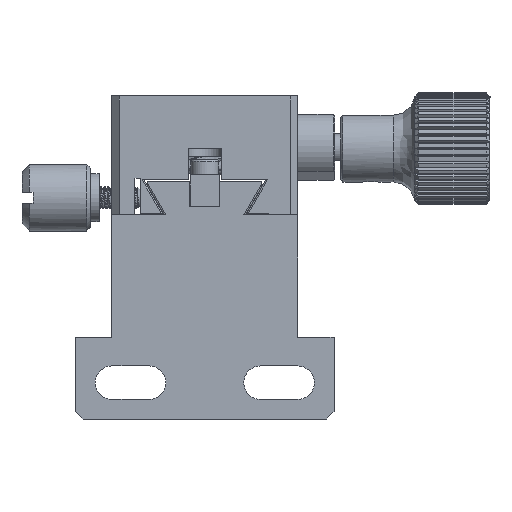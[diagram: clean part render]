
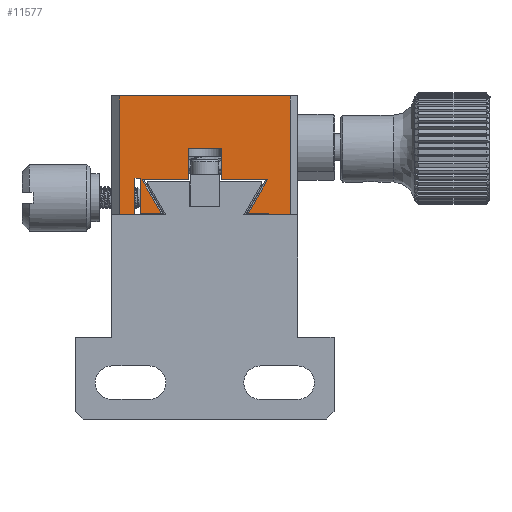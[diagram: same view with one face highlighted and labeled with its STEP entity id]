
A CAD part, front view. The second image highlights one B-rep face of the part: STEP entity #11577.
In plain terms, the highlighted planar face has unit normal (0, -1, 0).
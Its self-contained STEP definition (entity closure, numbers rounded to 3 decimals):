
#965 = LINE ( 'NONE', #108503, #72152 ) ;
#1516 = EDGE_LOOP ( 'NONE', ( #34618, #113384, #66858, #104541, #20085, #69706, #96372, #25344, #45388, #43411, #51827, #75636, #21999, #110946, #51931, #88339, #17986, #8372 ) ) ;
#1590 = DIRECTION ( 'NONE',  ( 0., 1., 0. ) ) ;
#1749 = EDGE_CURVE ( 'NONE', #51941, #71578, #965, .T. ) ;
#2774 = CARTESIAN_POINT ( 'NONE',  ( 52.211, 55.782, 89.457 ) ) ;
#4113 = VECTOR ( 'NONE', #25566, 1000. ) ;
#5127 = LINE ( 'NONE', #60648, #91084 ) ;
#7273 = DIRECTION ( 'NONE',  ( 0., 0., -1. ) ) ;
#7308 = VERTEX_POINT ( 'NONE', #58862 ) ;
#7718 = CARTESIAN_POINT ( 'NONE',  ( 65.961, 55.782, 82.357 ) ) ;
#8372 = ORIENTED_EDGE ( 'NONE', *, *, #69662, .F. ) ;
#8732 = VERTEX_POINT ( 'NONE', #50880 ) ;
#10392 = DIRECTION ( 'NONE',  ( 0., 0., -1. ) ) ;
#10834 = DIRECTION ( 'NONE',  ( 1., 0., 0. ) ) ;
#11577 = ADVANCED_FACE ( 'NONE', ( #109130 ), #38809, .F. ) ;
#12016 = LINE ( 'NONE', #90639, #99523 ) ;
#13732 = VERTEX_POINT ( 'NONE', #99331 ) ;
#13996 = CARTESIAN_POINT ( 'NONE',  ( 63.711, 55.782, 78.157 ) ) ;
#14659 = EDGE_CURVE ( 'NONE', #103344, #13732, #105365, .T. ) ;
#15520 = VERTEX_POINT ( 'NONE', #89396 ) ;
#17188 = CARTESIAN_POINT ( 'NONE',  ( 63.711, 55.782, 78.157 ) ) ;
#17831 = DIRECTION ( 'NONE',  ( 0.5, 0., 0.866 ) ) ;
#17986 = ORIENTED_EDGE ( 'NONE', *, *, #41997, .T. ) ;
#19736 = DIRECTION ( 'NONE',  ( -1., 0., 0. ) ) ;
#20085 = ORIENTED_EDGE ( 'NONE', *, *, #60859, .F. ) ;
#21364 = LINE ( 'NONE', #23679, #94038 ) ;
#21999 = ORIENTED_EDGE ( 'NONE', *, *, #88297, .T. ) ;
#22390 = VECTOR ( 'NONE', #19736, 1000. ) ;
#23679 = CARTESIAN_POINT ( 'NONE',  ( 55.267, 55.782, 78.157 ) ) ;
#25344 = ORIENTED_EDGE ( 'NONE', *, *, #48512, .F. ) ;
#25566 = DIRECTION ( 'NONE',  ( 0., 0., 1. ) ) ;
#25788 = CARTESIAN_POINT ( 'NONE',  ( 55.098, 55.782, 78.357 ) ) ;
#25789 = EDGE_CURVE ( 'NONE', #87695, #41670, #50411, .T. ) ;
#25884 = CARTESIAN_POINT ( 'NONE',  ( 61.461, 55.782, 82.357 ) ) ;
#26050 = DIRECTION ( 'NONE',  ( -1., 0., 0. ) ) ;
#28039 = EDGE_CURVE ( 'NONE', #7308, #51941, #115599, .T. ) ;
#28607 = CARTESIAN_POINT ( 'NONE',  ( 76.211, 55.782, 89.457 ) ) ;
#28800 = DIRECTION ( 'NONE',  ( 0., 0., -1. ) ) ;
#29366 = VECTOR ( 'NONE', #68939, 1000. ) ;
#29476 = VERTEX_POINT ( 'NONE', #35367 ) ;
#30165 = VERTEX_POINT ( 'NONE', #55004 ) ;
#30358 = DIRECTION ( 'NONE',  ( -1., 0., 0. ) ) ;
#34435 = LINE ( 'NONE', #81662, #68290 ) ;
#34618 = ORIENTED_EDGE ( 'NONE', *, *, #25789, .F. ) ;
#35367 = CARTESIAN_POINT ( 'NONE',  ( 61.461, 55.782, 78.157 ) ) ;
#36969 = CARTESIAN_POINT ( 'NONE',  ( 69.558, 55.782, 73.657 ) ) ;
#38809 = PLANE ( 'NONE',  #74852 ) ;
#39805 = CARTESIAN_POINT ( 'NONE',  ( 63.711, 55.782, 73.657 ) ) ;
#40947 = VECTOR ( 'NONE', #70507, 1000. ) ;
#41670 = VERTEX_POINT ( 'NONE', #103714 ) ;
#41997 = EDGE_CURVE ( 'NONE', #89615, #106112, #12016, .T. ) ;
#43411 = ORIENTED_EDGE ( 'NONE', *, *, #69684, .T. ) ;
#43493 = DIRECTION ( 'NONE',  ( -1., 0., 0. ) ) ;
#43518 = VECTOR ( 'NONE', #17831, 1000. ) ;
#45388 = ORIENTED_EDGE ( 'NONE', *, *, #73081, .F. ) ;
#45743 = LINE ( 'NONE', #28607, #22390 ) ;
#47017 = LINE ( 'NONE', #72478, #93908 ) ;
#47666 = DIRECTION ( 'NONE',  ( 0., 0., 1. ) ) ;
#48512 = EDGE_CURVE ( 'NONE', #65660, #7308, #91066, .T. ) ;
#49950 = EDGE_CURVE ( 'NONE', #13732, #93810, #92332, .T. ) ;
#50411 = LINE ( 'NONE', #39805, #78328 ) ;
#50880 = CARTESIAN_POINT ( 'NONE',  ( 55.267, 55.782, 78.157 ) ) ;
#51253 = VERTEX_POINT ( 'NONE', #53827 ) ;
#51725 = CARTESIAN_POINT ( 'NONE',  ( 54.298, 55.782, 78.357 ) ) ;
#51827 = ORIENTED_EDGE ( 'NONE', *, *, #53414, .F. ) ;
#51931 = ORIENTED_EDGE ( 'NONE', *, *, #14659, .F. ) ;
#51941 = VERTEX_POINT ( 'NONE', #68369 ) ;
#53414 = EDGE_CURVE ( 'NONE', #57516, #51253, #88538, .T. ) ;
#53682 = CARTESIAN_POINT ( 'NONE',  ( 75.211, 55.782, 73.457 ) ) ;
#53827 = CARTESIAN_POINT ( 'NONE',  ( 72.325, 55.782, 73.457 ) ) ;
#54777 = CARTESIAN_POINT ( 'NONE',  ( 63.711, 55.782, 73.657 ) ) ;
#55004 = CARTESIAN_POINT ( 'NONE',  ( 75.211, 55.782, 89.457 ) ) ;
#56189 = CARTESIAN_POINT ( 'NONE',  ( 69.558, 55.782, 73.657 ) ) ;
#56841 = VECTOR ( 'NONE', #115704, 1000. ) ;
#57516 = VERTEX_POINT ( 'NONE', #53682 ) ;
#58862 = CARTESIAN_POINT ( 'NONE',  ( 72.156, 55.782, 78.157 ) ) ;
#59034 = VECTOR ( 'NONE', #28800, 1000. ) ;
#60648 = CARTESIAN_POINT ( 'NONE',  ( 63.711, 55.782, 82.357 ) ) ;
#60859 = EDGE_CURVE ( 'NONE', #71578, #93096, #5127, .T. ) ;
#61532 = CARTESIAN_POINT ( 'NONE',  ( 54.298, 55.782, 73.457 ) ) ;
#61929 = CARTESIAN_POINT ( 'NONE',  ( 76.211, 55.782, 73.457 ) ) ;
#61959 = DIRECTION ( 'NONE',  ( 0., 0., -1. ) ) ;
#62182 = EDGE_CURVE ( 'NONE', #30165, #57516, #89140, .T. ) ;
#65660 = VERTEX_POINT ( 'NONE', #36969 ) ;
#66858 = ORIENTED_EDGE ( 'NONE', *, *, #100060, .F. ) ;
#68290 = VECTOR ( 'NONE', #7273, 1000. ) ;
#68369 = CARTESIAN_POINT ( 'NONE',  ( 65.961, 55.782, 78.157 ) ) ;
#68939 = DIRECTION ( 'NONE',  ( -1., 0., 0. ) ) ;
#69662 = EDGE_CURVE ( 'NONE', #41670, #106112, #106509, .T. ) ;
#69684 = EDGE_CURVE ( 'NONE', #15520, #51253, #34435, .T. ) ;
#69706 = ORIENTED_EDGE ( 'NONE', *, *, #1749, .F. ) ;
#70507 = DIRECTION ( 'NONE',  ( -1., 0., 0. ) ) ;
#71578 = VERTEX_POINT ( 'NONE', #7718 ) ;
#71794 = CARTESIAN_POINT ( 'NONE',  ( 57.865, 55.782, 73.657 ) ) ;
#72152 = VECTOR ( 'NONE', #99652, 1000. ) ;
#72478 = CARTESIAN_POINT ( 'NONE',  ( 61.461, 55.782, 89.457 ) ) ;
#72564 = CARTESIAN_POINT ( 'NONE',  ( 75.211, 55.782, 89.457 ) ) ;
#73081 = EDGE_CURVE ( 'NONE', #15520, #65660, #100259, .T. ) ;
#74613 = DIRECTION ( 'NONE',  ( 0., 0., 1. ) ) ;
#74852 = AXIS2_PLACEMENT_3D ( 'NONE', #82539, #1590, #47666 ) ;
#75636 = ORIENTED_EDGE ( 'NONE', *, *, #62182, .F. ) ;
#78328 = VECTOR ( 'NONE', #30358, 1000. ) ;
#79047 = VECTOR ( 'NONE', #61959, 1000. ) ;
#81662 = CARTESIAN_POINT ( 'NONE',  ( 72.325, 55.782, 73.457 ) ) ;
#82539 = CARTESIAN_POINT ( 'NONE',  ( 63.711, 55.782, 89.457 ) ) ;
#83387 = EDGE_CURVE ( 'NONE', #93096, #29476, #47017, .T. ) ;
#87695 = VERTEX_POINT ( 'NONE', #71794 ) ;
#88297 = EDGE_CURVE ( 'NONE', #30165, #93810, #45743, .T. ) ;
#88339 = ORIENTED_EDGE ( 'NONE', *, *, #101287, .F. ) ;
#88538 = LINE ( 'NONE', #61929, #56841 ) ;
#89140 = LINE ( 'NONE', #72564, #59034 ) ;
#89143 = CARTESIAN_POINT ( 'NONE',  ( 54.298, 55.782, 89.457 ) ) ;
#89396 = CARTESIAN_POINT ( 'NONE',  ( 72.325, 55.782, 73.657 ) ) ;
#89615 = VERTEX_POINT ( 'NONE', #51725 ) ;
#90233 = VECTOR ( 'NONE', #26050, 1000. ) ;
#90639 = CARTESIAN_POINT ( 'NONE',  ( 54.298, 55.782, 78.357 ) ) ;
#91066 = LINE ( 'NONE', #56189, #43518 ) ;
#91084 = VECTOR ( 'NONE', #43493, 1000. ) ;
#92332 = LINE ( 'NONE', #110639, #96340 ) ;
#92919 = VECTOR ( 'NONE', #99683, 1000. ) ;
#93096 = VERTEX_POINT ( 'NONE', #25884 ) ;
#93810 = VERTEX_POINT ( 'NONE', #2774 ) ;
#93908 = VECTOR ( 'NONE', #10392, 1000. ) ;
#94038 = VECTOR ( 'NONE', #112323, 1000. ) ;
#96340 = VECTOR ( 'NONE', #74613, 1000. ) ;
#96372 = ORIENTED_EDGE ( 'NONE', *, *, #28039, .F. ) ;
#97414 = LINE ( 'NONE', #89143, #79047 ) ;
#99331 = CARTESIAN_POINT ( 'NONE',  ( 52.211, 55.782, 73.457 ) ) ;
#99523 = VECTOR ( 'NONE', #10834, 1000. ) ;
#99652 = DIRECTION ( 'NONE',  ( 0., 0., 1. ) ) ;
#99683 = DIRECTION ( 'NONE',  ( -1., 0., 0. ) ) ;
#100060 = EDGE_CURVE ( 'NONE', #29476, #8732, #106990, .T. ) ;
#100259 = LINE ( 'NONE', #54777, #92919 ) ;
#101287 = EDGE_CURVE ( 'NONE', #89615, #103344, #97414, .T. ) ;
#103344 = VERTEX_POINT ( 'NONE', #61532 ) ;
#103714 = CARTESIAN_POINT ( 'NONE',  ( 55.098, 55.782, 73.657 ) ) ;
#104541 = ORIENTED_EDGE ( 'NONE', *, *, #83387, .F. ) ;
#105365 = LINE ( 'NONE', #114233, #40947 ) ;
#106112 = VERTEX_POINT ( 'NONE', #25788 ) ;
#106509 = LINE ( 'NONE', #107675, #4113 ) ;
#106990 = LINE ( 'NONE', #17188, #90233 ) ;
#107675 = CARTESIAN_POINT ( 'NONE',  ( 55.098, 55.782, 89.457 ) ) ;
#108049 = EDGE_CURVE ( 'NONE', #8732, #87695, #21364, .T. ) ;
#108503 = CARTESIAN_POINT ( 'NONE',  ( 65.961, 55.782, 89.457 ) ) ;
#109130 = FACE_OUTER_BOUND ( 'NONE', #1516, .T. ) ;
#110639 = CARTESIAN_POINT ( 'NONE',  ( 52.211, 55.782, 89.457 ) ) ;
#110946 = ORIENTED_EDGE ( 'NONE', *, *, #49950, .F. ) ;
#112323 = DIRECTION ( 'NONE',  ( 0.5, 0., -0.866 ) ) ;
#113384 = ORIENTED_EDGE ( 'NONE', *, *, #108049, .F. ) ;
#114233 = CARTESIAN_POINT ( 'NONE',  ( 63.711, 55.782, 73.457 ) ) ;
#115599 = LINE ( 'NONE', #13996, #29366 ) ;
#115704 = DIRECTION ( 'NONE',  ( -1., 0., 0. ) ) ;
